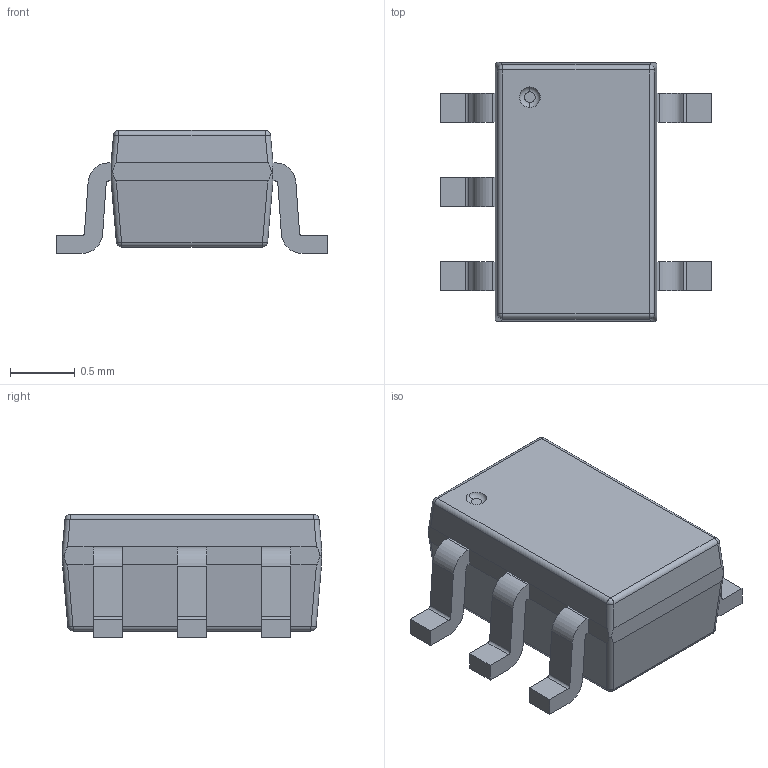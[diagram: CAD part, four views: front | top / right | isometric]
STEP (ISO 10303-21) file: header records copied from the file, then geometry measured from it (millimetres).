
FILE_DESCRIPTION(('FreeCAD Model'),'2;1');
FILE_NAME( 'User Library-SC70-5-1.step', '2018-07-11T22:54:21',('Author'),(''), 'Open CASCADE STEP processor 6.8','FreeCAD','Unknown');
FILE_SCHEMA(('AUTOMOTIVE_DESIGN_CC2 { 1 2 10303 214 -1 1 5 4 }'));
Length unit declared in the file: millimetre
Products named in the file (2): ASSEMBLY; User_Library-SC70-5-1
Assembly tree (1 placements, depth 2):
  ASSEMBLY
    User_Library-SC70-5-1
Bounding box: 2.1 x 2 x 0.95 mm (x, y, z)
Volume: 2.3 mm3; surface area: 13.3 mm2
Topology: 1 solids, 1 shells, 111 faces, 280 edges, 172 vertices
Faces by surface type: plane 65, cylinder 36, sphere 8, torus 2
Entity records: 12010 total; most frequent: CARTESIAN_POINT 5973, DIRECTION 886, ORIENTED_EDGE 560, PCURVE 560, DEFINITIONAL_REPRESENTATION 560, LINE 498, VECTOR 498, EDGE_CURVE 280
